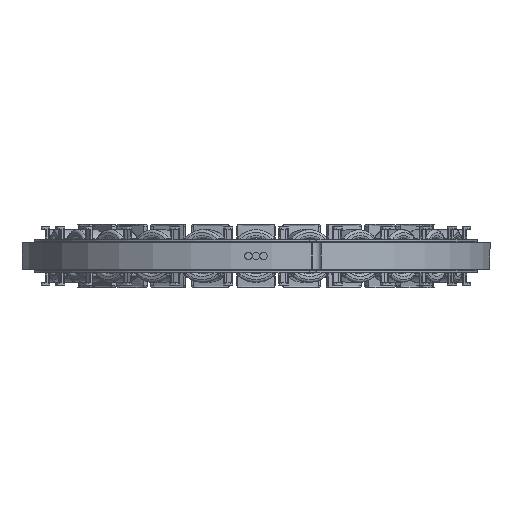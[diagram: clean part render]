
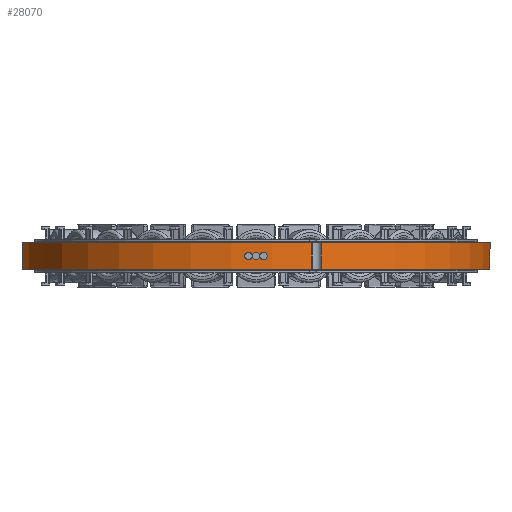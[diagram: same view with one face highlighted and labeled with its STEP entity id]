
A CAD part, left-side view. The second image highlights one B-rep face of the part: STEP entity #28070.
In plain terms, the highlighted cylindrical face has radius 63.5 mm (diameter 127 mm), a partial arc.
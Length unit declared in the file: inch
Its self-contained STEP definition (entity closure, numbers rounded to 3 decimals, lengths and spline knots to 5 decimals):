
#1523=FACE_OUTER_BOUND('',#3030,.T.);
#3030=EDGE_LOOP('',(#20307,#20308,#20309,#20310));
#4231=CIRCLE('',#29486,2.5);
#4536=CIRCLE('',#30088,2.5);
#5587=LINE('',#40739,#8459);
#5588=LINE('',#40743,#8460);
#8459=VECTOR('',#32281,0.3937);
#8460=VECTOR('',#32284,0.3937);
#11331=VERTEX_POINT('',#40737);
#11332=VERTEX_POINT('',#40738);
#11333=VERTEX_POINT('',#40740);
#11334=VERTEX_POINT('',#40742);
#14191=EDGE_CURVE('',#11331,#11332,#5587,.T.);
#14193=EDGE_CURVE('',#11334,#11333,#5588,.T.);
#14195=EDGE_CURVE('',#11334,#11332,#4231,.T.);
#15084=EDGE_CURVE('',#11331,#11333,#4536,.T.);
#20307=ORIENTED_EDGE('',*,*,#14191,.T.);
#20308=ORIENTED_EDGE('',*,*,#14195,.F.);
#20309=ORIENTED_EDGE('',*,*,#14193,.T.);
#20310=ORIENTED_EDGE('',*,*,#15084,.F.);
#27340=CYLINDRICAL_SURFACE('',#30089,2.5);
#28070=ADVANCED_FACE('',(#1523),#27340,.T.);
#29486=AXIS2_PLACEMENT_3D('',#40746,#32289,#32290);
#30088=AXIS2_PLACEMENT_3D('',#42524,#34077,#34078);
#30089=AXIS2_PLACEMENT_3D('',#42525,#34079,#34080);
#32281=DIRECTION('',(0.,0.,1.));
#32284=DIRECTION('',(0.,0.,-1.));
#32289=DIRECTION('center_axis',(0.,0.,1.));
#32290=DIRECTION('ref_axis',(-1.,0.,0.));
#34077=DIRECTION('center_axis',(0.,0.,-1.));
#34078=DIRECTION('ref_axis',(-1.,0.,0.));
#34079=DIRECTION('center_axis',(0.,0.,1.));
#34080=DIRECTION('ref_axis',(0.966,0.259,0.));
#40737=CARTESIAN_POINT('',(-2.42755,-0.59748,-0.13976));
#40738=CARTESIAN_POINT('',(-2.42755,-0.59748,0.13976));
#40739=CARTESIAN_POINT('',(-2.42755,-0.59748,0.13976));
#40740=CARTESIAN_POINT('',(-2.40106,-0.69635,-0.13976));
#40742=CARTESIAN_POINT('',(-2.40106,-0.69635,0.13976));
#40743=CARTESIAN_POINT('',(-2.40106,-0.69635,0.13976));
#40746=CARTESIAN_POINT('Origin',(0.,0.,0.13976));
#42524=CARTESIAN_POINT('Origin',(0.,0.,-0.13976));
#42525=CARTESIAN_POINT('Origin',(0.,0.,0.));
